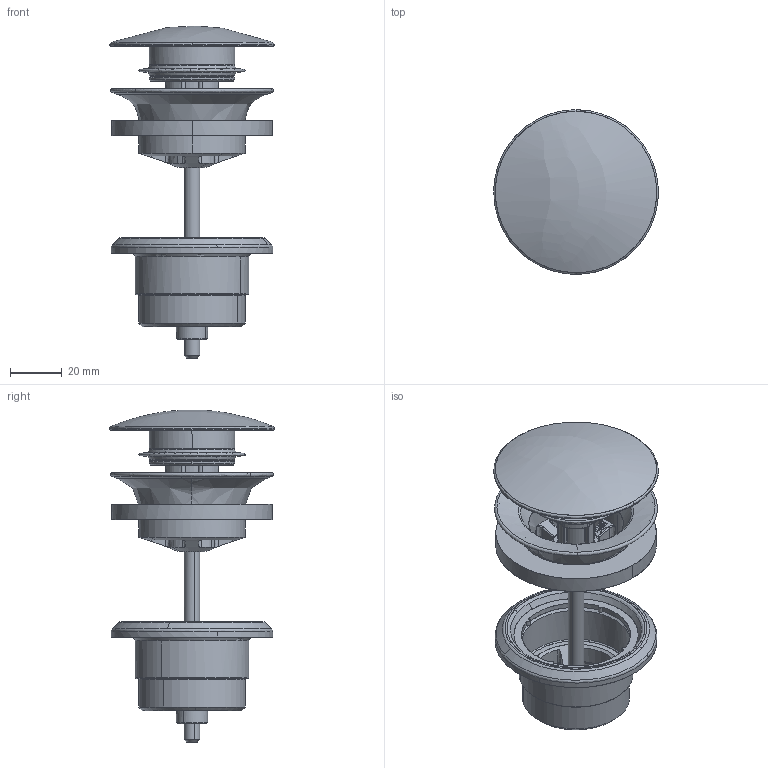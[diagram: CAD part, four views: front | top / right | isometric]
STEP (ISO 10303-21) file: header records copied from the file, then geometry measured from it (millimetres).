
FILE_DESCRIPTION(/* description */ (''),/* implementation_level */ '2;1');
FILE_NAME(/* name */ '05AA80533100CR',/* time_stamp */ '2023-07-17T07:21:10+02:00',/* author */ (''),/* organization */ (''),/* preprocessor_version */ 'ST-DEVELOPER v15',/* originating_system */ '',/* authorisation */ '');
FILE_SCHEMA (('AUTOMOTIVE_DESIGN'));
Products named in the file (1): Document
Bounding box: 63.5 x 63.5 x 128.14 mm (x, y, z)
Volume: 1286.4 mm3; surface area: 65157.3 mm2
Topology: 2 solids, 84 shells, 3247 faces, 8134 edges, 4596 vertices
Faces by surface type: bspline 2755, plane 492
Entity records: 189933 total; most frequent: CARTESIAN_POINT 145832, ORIENTED_EDGE 15198, EDGE_CURVE 8085, VERTEX_POINT 4596, B_SPLINE_CURVE_WITH_KNOTS 4319, EDGE_LOOP 3341, ADVANCED_FACE 3247, FACE_OUTER_BOUND 3247
